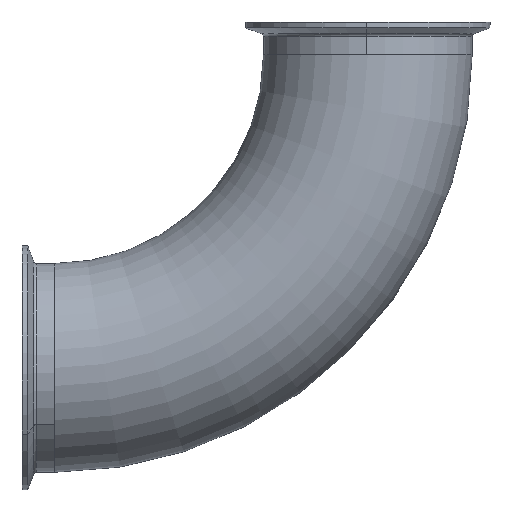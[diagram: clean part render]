
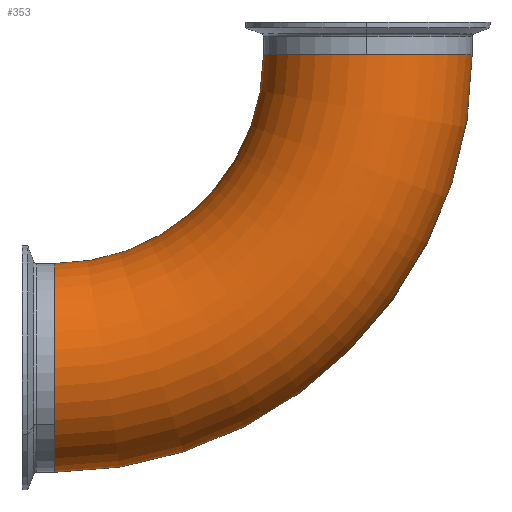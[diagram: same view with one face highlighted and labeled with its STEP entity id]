
A CAD part, front view. The second image highlights one B-rep face of the part: STEP entity #353.
In plain terms, the highlighted toroidal (fillet/blend) face has major radius 152.4 mm and minor radius 50.8 mm.
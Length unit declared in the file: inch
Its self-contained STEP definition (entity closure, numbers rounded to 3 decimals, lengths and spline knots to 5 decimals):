
#25 = VERTEX_POINT ( 'NONE', #942 ) ;
#50 = ORIENTED_EDGE ( 'NONE', *, *, #595, .F. ) ;
#67 = DIRECTION ( 'NONE',  ( 0., -1., 0. ) ) ;
#74 = EDGE_CURVE ( 'NONE', #613, #432, #919, .T. ) ;
#87 = AXIS2_PLACEMENT_3D ( 'NONE', #587, #294, #672 ) ;
#89 = ORIENTED_EDGE ( 'NONE', *, *, #74, .T. ) ;
#138 = TOROIDAL_SURFACE ( 'NONE', #990, 6., 2. ) ;
#144 = CARTESIAN_POINT ( 'NONE',  ( 0., 0., 0. ) ) ;
#163 = CIRCLE ( 'NONE', #87, 2. ) ;
#169 = ORIENTED_EDGE ( 'NONE', *, *, #654, .T. ) ;
#200 = CARTESIAN_POINT ( 'NONE',  ( 0., 0., 0. ) ) ;
#240 = CIRCLE ( 'NONE', #272, 8. ) ;
#259 = DIRECTION ( 'NONE',  ( 1., 0., 0. ) ) ;
#272 = AXIS2_PLACEMENT_3D ( 'NONE', #200, #343, #890 ) ;
#294 = DIRECTION ( 'NONE',  ( 0., 0., 1. ) ) ;
#299 = DIRECTION ( 'NONE',  ( 0., 0., -1. ) ) ;
#300 = EDGE_CURVE ( 'NONE', #25, #331, #163, .T. ) ;
#331 = VERTEX_POINT ( 'NONE', #594 ) ;
#336 = FACE_OUTER_BOUND ( 'NONE', #484, .T. ) ;
#337 = DIRECTION ( 'NONE',  ( 0., 0., -1. ) ) ;
#343 = DIRECTION ( 'NONE',  ( 0., -1., 0. ) ) ;
#345 = CARTESIAN_POINT ( 'NONE',  ( 0., 0., -6. ) ) ;
#353 = ADVANCED_FACE ( 'NONE', ( #336 ), #138, .T. ) ;
#403 = AXIS2_PLACEMENT_3D ( 'NONE', #869, #789, #634 ) ;
#432 = VERTEX_POINT ( 'NONE', #760 ) ;
#484 = EDGE_LOOP ( 'NONE', ( #89, #169, #549, #50 ) ) ;
#549 = ORIENTED_EDGE ( 'NONE', *, *, #300, .F. ) ;
#564 = CIRCLE ( 'NONE', #403, 4. ) ;
#587 = CARTESIAN_POINT ( 'NONE',  ( 6., 0., 0. ) ) ;
#594 = CARTESIAN_POINT ( 'NONE',  ( 8., 0., 0. ) ) ;
#595 = EDGE_CURVE ( 'NONE', #613, #25, #564, .T. ) ;
#613 = VERTEX_POINT ( 'NONE', #951 ) ;
#634 = DIRECTION ( 'NONE',  ( 0., 0., -1. ) ) ;
#654 = EDGE_CURVE ( 'NONE', #432, #331, #240, .T. ) ;
#672 = DIRECTION ( 'NONE',  ( 1., 0., 0. ) ) ;
#760 = CARTESIAN_POINT ( 'NONE',  ( 0., 0., -8. ) ) ;
#789 = DIRECTION ( 'NONE',  ( 0., -1., 0. ) ) ;
#869 = CARTESIAN_POINT ( 'NONE',  ( 0., 0., 0. ) ) ;
#890 = DIRECTION ( 'NONE',  ( 0., 0., -1. ) ) ;
#919 = CIRCLE ( 'NONE', #988, 2. ) ;
#942 = CARTESIAN_POINT ( 'NONE',  ( 4., 0., 0. ) ) ;
#951 = CARTESIAN_POINT ( 'NONE',  ( 0., 0., -4. ) ) ;
#988 = AXIS2_PLACEMENT_3D ( 'NONE', #345, #259, #337 ) ;
#990 = AXIS2_PLACEMENT_3D ( 'NONE', #144, #67, #299 ) ;
